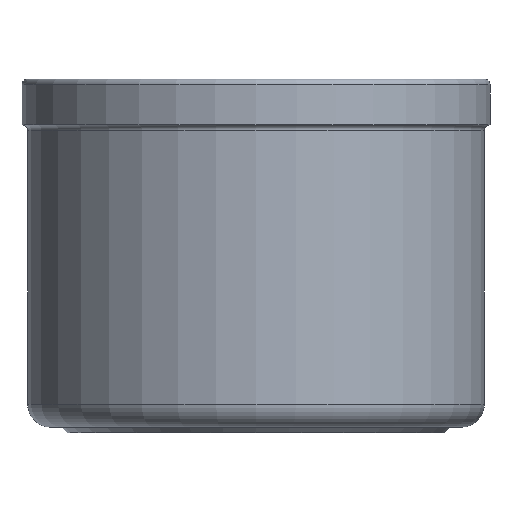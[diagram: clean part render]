
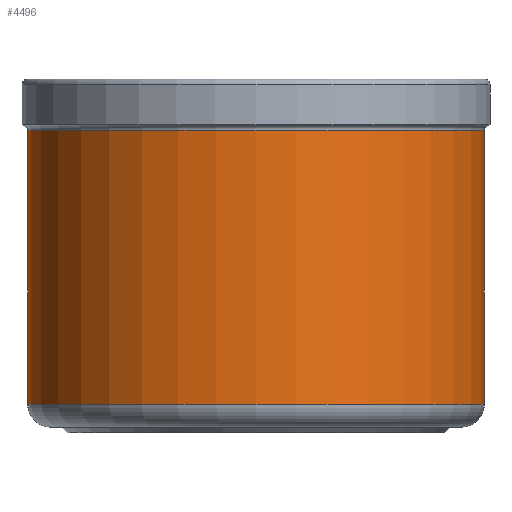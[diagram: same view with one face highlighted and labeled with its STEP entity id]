
A CAD part, left-side view. The second image highlights one B-rep face of the part: STEP entity #4496.
In plain terms, the highlighted cylindrical face has radius 20 mm (diameter 40 mm), a partial arc.
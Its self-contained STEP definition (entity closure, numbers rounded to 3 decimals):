
#2136=CARTESIAN_POINT('',(0.,0.,-28.5));
#2137=DIRECTION('',(0.,0.,1.));
#2138=DIRECTION('',(0.,1.,0.));
#2139=AXIS2_PLACEMENT_3D('',#2136,#2137,#2138);
#2141=DIRECTION('',(0.,0.,1.));
#2142=VECTOR('',#2141,24.);
#2143=CARTESIAN_POINT('',(0.,20.,-28.5));
#2144=LINE('',#2143,#2142);
#2145=CARTESIAN_POINT('',(0.,0.,-4.5));
#2146=DIRECTION('',(0.,0.,-1.));
#2147=DIRECTION('',(0.,-1.,0.));
#2148=AXIS2_PLACEMENT_3D('',#2145,#2146,#2147);
#2150=DIRECTION('',(0.,0.,1.));
#2151=VECTOR('',#2150,24.);
#2152=CARTESIAN_POINT('',(0.,-20.,-28.5));
#2153=LINE('',#2152,#2151);
#2292=CARTESIAN_POINT('',(0.,20.,-4.5));
#2293=CARTESIAN_POINT('',(0.,-20.,-4.5));
#2294=VERTEX_POINT('',#2292);
#2295=VERTEX_POINT('',#2293);
#2328=CARTESIAN_POINT('',(0.,-20.,-28.5));
#2329=CARTESIAN_POINT('',(0.,20.,-28.5));
#2330=VERTEX_POINT('',#2328);
#2331=VERTEX_POINT('',#2329);
#4483=CARTESIAN_POINT('',(0.,0.,1.55));
#4484=DIRECTION('',(0.,0.,-1.));
#4485=DIRECTION('',(0.,-1.,0.));
#4486=AXIS2_PLACEMENT_3D('',#4483,#4484,#4485);
#4487=CYLINDRICAL_SURFACE('',#4486,20.);
#4489=ORIENTED_EDGE('',*,*,#4488,.F.);
#4490=ORIENTED_EDGE('',*,*,#4478,.T.);
#4492=ORIENTED_EDGE('',*,*,#4491,.F.);
#4493=ORIENTED_EDGE('',*,*,#4474,.F.);
#4494=EDGE_LOOP('',(#4489,#4490,#4492,#4493));
#4495=FACE_OUTER_BOUND('',#4494,.F.);
#4496=ADVANCED_FACE('',(#4495),#4487,.T.);
#2140=CIRCLE('',#2139,20.);
#2149=CIRCLE('',#2148,20.);
#4474=EDGE_CURVE('',#2330,#2295,#2153,.T.);
#4478=EDGE_CURVE('',#2331,#2294,#2144,.T.);
#4488=EDGE_CURVE('',#2331,#2330,#2140,.T.);
#4491=EDGE_CURVE('',#2295,#2294,#2149,.T.);
